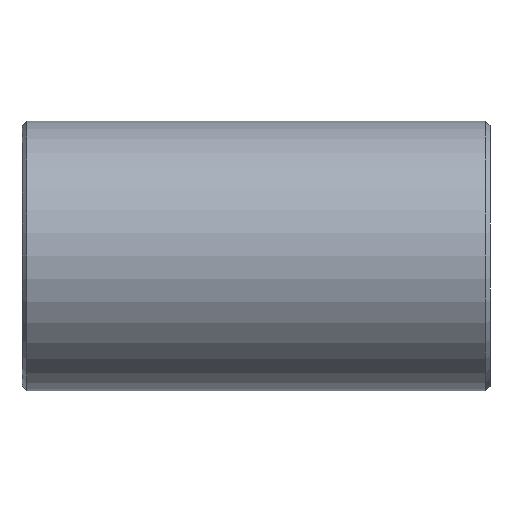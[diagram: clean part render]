
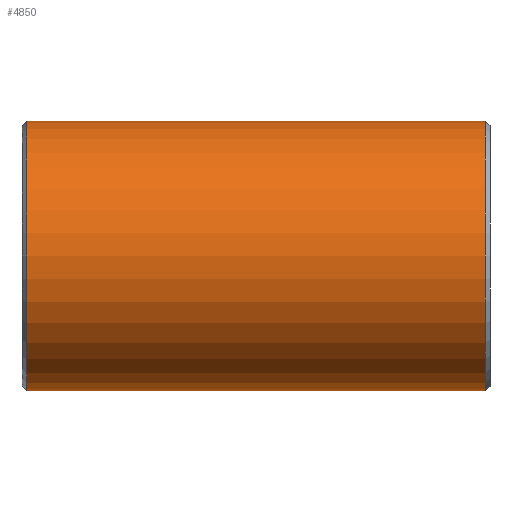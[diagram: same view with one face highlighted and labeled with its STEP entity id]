
A CAD part, front view. The second image highlights one B-rep face of the part: STEP entity #4850.
In plain terms, the highlighted cylindrical face has radius 28.8 mm (diameter 57.6 mm), a full revolution.
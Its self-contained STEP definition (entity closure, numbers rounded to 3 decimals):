
#22 = CARTESIAN_POINT ( 'NONE',  ( -49., 0., 28.8 ) ) ;
#89 = CARTESIAN_POINT ( 'NONE',  ( 0., 0., -28.8 ) ) ;
#168 = CIRCLE ( 'NONE', #928, 28.8 ) ;
#262 = EDGE_LOOP ( 'NONE', ( #4317 ) ) ;
#866 = CARTESIAN_POINT ( 'NONE',  ( 0., 0., 28.8 ) ) ;
#900 =( BOUNDED_CURVE ( )  B_SPLINE_CURVE ( 3, ( #1384, #3173, #5340, #4893 ),
 .UNSPECIFIED., .F., .F. ) 
 B_SPLINE_CURVE_WITH_KNOTS ( ( 4, 4 ),
 ( 1.571, 4.712 ),
 .UNSPECIFIED. ) 
 CURVE ( )  GEOMETRIC_REPRESENTATION_ITEM ( )  RATIONAL_B_SPLINE_CURVE ( ( 1., 0.333, 0.333, 1. ) ) 
 REPRESENTATION_ITEM ( '' )  );
#928 = AXIS2_PLACEMENT_3D ( 'NONE', #5447, #2700, #4117 ) ;
#948 = CARTESIAN_POINT ( 'NONE',  ( 0., 0., 0. ) ) ;
#1196 = EDGE_LOOP ( 'NONE', ( #1780, #5502 ) ) ;
#1335 = CYLINDRICAL_SURFACE ( 'NONE', #2067, 28.8 ) ;
#1384 = CARTESIAN_POINT ( 'NONE',  ( 0., 0., -28.8 ) ) ;
#1390 = DIRECTION ( 'NONE',  ( 0., 0., -1. ) ) ;
#1417 = FACE_OUTER_BOUND ( 'NONE', #2730, .T. ) ;
#1537 =( BOUNDED_CURVE ( )  B_SPLINE_CURVE ( 3, ( #866, #5763, #4463, #1759 ),
 .UNSPECIFIED., .F., .T. ) 
 B_SPLINE_CURVE_WITH_KNOTS ( ( 4, 4 ),
 ( 1.571, 4.712 ),
 .UNSPECIFIED. ) 
 CURVE ( )  GEOMETRIC_REPRESENTATION_ITEM ( )  RATIONAL_B_SPLINE_CURVE ( ( 1., 0.333, 0.333, 1. ) ) 
 REPRESENTATION_ITEM ( '' )  );
#1759 = CARTESIAN_POINT ( 'NONE',  ( 0., 0., -28.8 ) ) ;
#1767 = DIRECTION ( 'NONE',  ( -1., 0., 0. ) ) ;
#1780 = ORIENTED_EDGE ( 'NONE', *, *, #4781, .T. ) ;
#2067 = AXIS2_PLACEMENT_3D ( 'NONE', #948, #3123, #1390 ) ;
#2072 = ORIENTED_EDGE ( 'NONE', *, *, #5608, .T. ) ;
#2211 = VERTEX_POINT ( 'NONE', #89 ) ;
#2245 = FACE_BOUND ( 'NONE', #1196, .T. ) ;
#2269 = FACE_OUTER_BOUND ( 'NONE', #262, .T. ) ;
#2685 = CARTESIAN_POINT ( 'NONE',  ( 49., 0., -28.8 ) ) ;
#2700 = DIRECTION ( 'NONE',  ( 1., 0., 0. ) ) ;
#2728 = CARTESIAN_POINT ( 'NONE',  ( 0., 0., 28.8 ) ) ;
#2730 = EDGE_LOOP ( 'NONE', ( #2072 ) ) ;
#3055 = DIRECTION ( 'NONE',  ( 0., 0., -1. ) ) ;
#3096 = CIRCLE ( 'NONE', #3181, 28.8 ) ;
#3123 = DIRECTION ( 'NONE',  ( 1., 0., 0. ) ) ;
#3173 = CARTESIAN_POINT ( 'NONE',  ( 69., 57.6, -28.8 ) ) ;
#3181 = AXIS2_PLACEMENT_3D ( 'NONE', #5331, #1767, #3055 ) ;
#3831 = EDGE_CURVE ( 'NONE', #5241, #5241, #168, .T. ) ;
#3891 = VERTEX_POINT ( 'NONE', #2685 ) ;
#4117 = DIRECTION ( 'NONE',  ( 0., 0., 1. ) ) ;
#4170 = VERTEX_POINT ( 'NONE', #2728 ) ;
#4317 = ORIENTED_EDGE ( 'NONE', *, *, #3831, .T. ) ;
#4463 = CARTESIAN_POINT ( 'NONE',  ( -69., 57.6, -28.8 ) ) ;
#4781 = EDGE_CURVE ( 'NONE', #4170, #2211, #1537, .T. ) ;
#4850 = ADVANCED_FACE ( 'NONE', ( #1417, #2269, #2245 ), #1335, .T. ) ;
#4893 = CARTESIAN_POINT ( 'NONE',  ( 0., 0., 28.8 ) ) ;
#5099 = EDGE_CURVE ( 'NONE', #2211, #4170, #900, .T. ) ;
#5241 = VERTEX_POINT ( 'NONE', #22 ) ;
#5331 = CARTESIAN_POINT ( 'NONE',  ( 49., 0., 0. ) ) ;
#5340 = CARTESIAN_POINT ( 'NONE',  ( 69., 57.6, 28.8 ) ) ;
#5447 = CARTESIAN_POINT ( 'NONE',  ( -49., 0., 0. ) ) ;
#5502 = ORIENTED_EDGE ( 'NONE', *, *, #5099, .T. ) ;
#5608 = EDGE_CURVE ( 'NONE', #3891, #3891, #3096, .T. ) ;
#5763 = CARTESIAN_POINT ( 'NONE',  ( -69., 57.6, 28.8 ) ) ;
